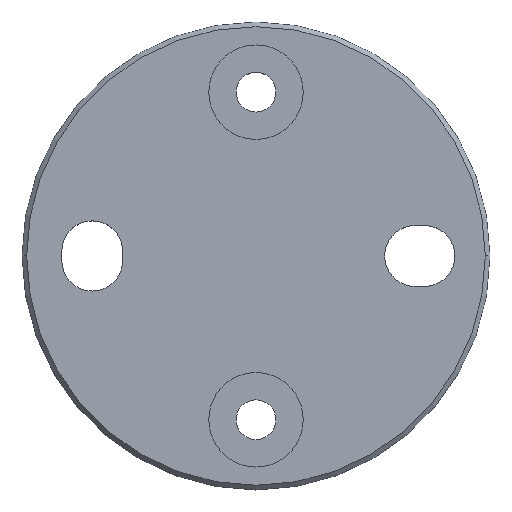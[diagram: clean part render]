
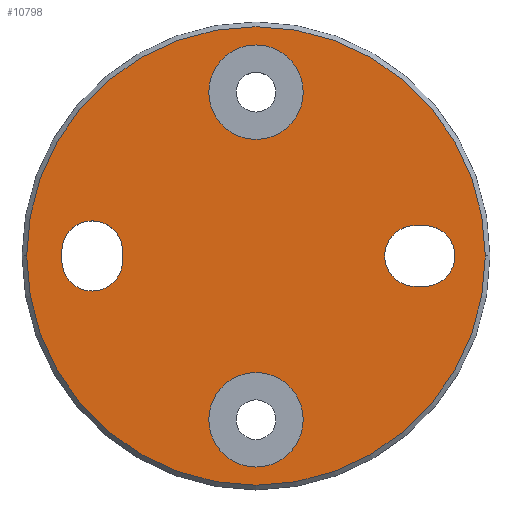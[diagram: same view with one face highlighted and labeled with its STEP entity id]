
A CAD part, top view. The second image highlights one B-rep face of the part: STEP entity #10798.
In plain terms, the highlighted planar face has unit normal (0, 0, 1).
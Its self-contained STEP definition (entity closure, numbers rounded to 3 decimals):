
#337 = EDGE_LOOP ( 'NONE', ( #4857, #12018, #6499, #4817 ) ) ;
#480 = DIRECTION ( 'NONE',  ( 0., 0., 1. ) ) ;
#613 = VERTEX_POINT ( 'NONE', #8818 ) ;
#662 = CARTESIAN_POINT ( 'NONE',  ( 0., 35., 8. ) ) ;
#694 = VERTEX_POINT ( 'NONE', #5294 ) ;
#705 = LINE ( 'NONE', #11015, #16823 ) ;
#874 = EDGE_CURVE ( 'NONE', #613, #8821, #3785, .T. ) ;
#1009 = CIRCLE ( 'NONE', #5027, 10.1 ) ;
#1047 = ORIENTED_EDGE ( 'NONE', *, *, #7863, .F. ) ;
#1188 = PLANE ( 'NONE',  #6706 ) ;
#1378 = CIRCLE ( 'NONE', #7738, 6.5 ) ;
#1535 = EDGE_CURVE ( 'NONE', #694, #14924, #14024, .T. ) ;
#1613 = DIRECTION ( 'NONE',  ( 0., -1., 0. ) ) ;
#1718 = DIRECTION ( 'NONE',  ( 1., 0., 0. ) ) ;
#1723 = DIRECTION ( 'NONE',  ( 1., 0., 0. ) ) ;
#1796 = ORIENTED_EDGE ( 'NONE', *, *, #17770, .T. ) ;
#1823 = ORIENTED_EDGE ( 'NONE', *, *, #2087, .F. ) ;
#1948 = DIRECTION ( 'NONE',  ( 0., 0., 1. ) ) ;
#2087 = EDGE_CURVE ( 'NONE', #15572, #9385, #705, .T. ) ;
#2454 = EDGE_LOOP ( 'NONE', ( #5538, #7723 ) ) ;
#2539 = ORIENTED_EDGE ( 'NONE', *, *, #3221, .F. ) ;
#2684 = AXIS2_PLACEMENT_3D ( 'NONE', #12754, #11430, #5822 ) ;
#2710 = CARTESIAN_POINT ( 'NONE',  ( 34., -6.5, 8. ) ) ;
#2771 = CARTESIAN_POINT ( 'NONE',  ( -41.5, 1., 8. ) ) ;
#2955 = AXIS2_PLACEMENT_3D ( 'NONE', #5847, #17087, #16963 ) ;
#3085 = FACE_BOUND ( 'NONE', #5471, .T. ) ;
#3221 = EDGE_CURVE ( 'NONE', #13954, #17531, #9605, .T. ) ;
#3249 = CARTESIAN_POINT ( 'NONE',  ( 34., 0., 8. ) ) ;
#3253 = AXIS2_PLACEMENT_3D ( 'NONE', #15210, #6893, #5358 ) ;
#3374 = DIRECTION ( 'NONE',  ( 0., 0., 1. ) ) ;
#3402 = CARTESIAN_POINT ( 'NONE',  ( 0., 0., 8. ) ) ;
#3524 = CARTESIAN_POINT ( 'NONE',  ( -10.1, -35., 8. ) ) ;
#3531 = CIRCLE ( 'NONE', #10945, 6.5 ) ;
#3570 = DIRECTION ( 'NONE',  ( 0., 1., 0. ) ) ;
#3785 = CIRCLE ( 'NONE', #3253, 49. ) ;
#3786 = CIRCLE ( 'NONE', #9581, 10.1 ) ;
#3802 = DIRECTION ( 'NONE',  ( 1., 0., 0. ) ) ;
#4046 = DIRECTION ( 'NONE',  ( 0., 0., 1. ) ) ;
#4314 = CIRCLE ( 'NONE', #7701, 49. ) ;
#4437 = ORIENTED_EDGE ( 'NONE', *, *, #11501, .F. ) ;
#4575 = CARTESIAN_POINT ( 'NONE',  ( 0., -35., 8. ) ) ;
#4581 = CARTESIAN_POINT ( 'NONE',  ( 0., 35., 8. ) ) ;
#4588 = DIRECTION ( 'NONE',  ( 0., 0., 1. ) ) ;
#4760 = CARTESIAN_POINT ( 'NONE',  ( -41.5, -1., 8. ) ) ;
#4817 = ORIENTED_EDGE ( 'NONE', *, *, #11942, .F. ) ;
#4857 = ORIENTED_EDGE ( 'NONE', *, *, #9826, .F. ) ;
#4877 = DIRECTION ( 'NONE',  ( 0., 0., 1. ) ) ;
#5027 = AXIS2_PLACEMENT_3D ( 'NONE', #14458, #3374, #6241 ) ;
#5145 = EDGE_CURVE ( 'NONE', #16078, #7269, #10385, .T. ) ;
#5294 = CARTESIAN_POINT ( 'NONE',  ( 10.1, -35., 8. ) ) ;
#5358 = DIRECTION ( 'NONE',  ( 1., 0., 0. ) ) ;
#5438 = EDGE_CURVE ( 'NONE', #15150, #16078, #8210, .T. ) ;
#5471 = EDGE_LOOP ( 'NONE', ( #7248, #11462 ) ) ;
#5538 = ORIENTED_EDGE ( 'NONE', *, *, #17333, .F. ) ;
#5615 = CARTESIAN_POINT ( 'NONE',  ( 10.1, 35., 8. ) ) ;
#5627 = CARTESIAN_POINT ( 'NONE',  ( -28.5, -1., 8. ) ) ;
#5805 = EDGE_CURVE ( 'NONE', #14924, #694, #1009, .T. ) ;
#5822 = DIRECTION ( 'NONE',  ( 1., 0., 0. ) ) ;
#5847 = CARTESIAN_POINT ( 'NONE',  ( 34., 0., 8. ) ) ;
#6092 = DIRECTION ( 'NONE',  ( 0., 0., 1. ) ) ;
#6229 = DIRECTION ( 'NONE',  ( 1., 0., 0. ) ) ;
#6241 = DIRECTION ( 'NONE',  ( 1., 0., 0. ) ) ;
#6499 = ORIENTED_EDGE ( 'NONE', *, *, #5438, .F. ) ;
#6683 = CARTESIAN_POINT ( 'NONE',  ( 0., 0., 8. ) ) ;
#6706 = AXIS2_PLACEMENT_3D ( 'NONE', #6683, #4046, #16394 ) ;
#6893 = DIRECTION ( 'NONE',  ( 0., 0., 1. ) ) ;
#7248 = ORIENTED_EDGE ( 'NONE', *, *, #1535, .F. ) ;
#7269 = VERTEX_POINT ( 'NONE', #8741 ) ;
#7299 = CARTESIAN_POINT ( 'NONE',  ( -28.5, 1., 8. ) ) ;
#7577 = ORIENTED_EDGE ( 'NONE', *, *, #9040, .F. ) ;
#7701 = AXIS2_PLACEMENT_3D ( 'NONE', #3402, #6092, #8794 ) ;
#7723 = ORIENTED_EDGE ( 'NONE', *, *, #8590, .F. ) ;
#7738 = AXIS2_PLACEMENT_3D ( 'NONE', #11562, #1948, #8677 ) ;
#7863 = EDGE_CURVE ( 'NONE', #9385, #17950, #15135, .T. ) ;
#7902 = FACE_BOUND ( 'NONE', #16202, .T. ) ;
#8012 = VERTEX_POINT ( 'NONE', #4760 ) ;
#8124 = CARTESIAN_POINT ( 'NONE',  ( 34., -6.5, 8. ) ) ;
#8210 = LINE ( 'NONE', #11672, #12770 ) ;
#8523 = CARTESIAN_POINT ( 'NONE',  ( 36., 6.5, 8. ) ) ;
#8590 = EDGE_CURVE ( 'NONE', #9755, #9868, #3786, .T. ) ;
#8677 = DIRECTION ( 'NONE',  ( 1., 0., 0. ) ) ;
#8741 = CARTESIAN_POINT ( 'NONE',  ( -41.5, 1., 8. ) ) ;
#8794 = DIRECTION ( 'NONE',  ( 1., 0., 0. ) ) ;
#8818 = CARTESIAN_POINT ( 'NONE',  ( -49., 0., 8. ) ) ;
#8821 = VERTEX_POINT ( 'NONE', #13878 ) ;
#8921 = CIRCLE ( 'NONE', #10727, 10.1 ) ;
#9040 = EDGE_CURVE ( 'NONE', #17531, #15572, #1378, .T. ) ;
#9385 = VERTEX_POINT ( 'NONE', #12067 ) ;
#9581 = AXIS2_PLACEMENT_3D ( 'NONE', #4581, #17034, #1723 ) ;
#9605 = LINE ( 'NONE', #8124, #10699 ) ;
#9653 = DIRECTION ( 'NONE',  ( -1., 0., 0. ) ) ;
#9755 = VERTEX_POINT ( 'NONE', #11981 ) ;
#9782 = CARTESIAN_POINT ( 'NONE',  ( 36., -6.5, 8. ) ) ;
#9826 = EDGE_CURVE ( 'NONE', #7269, #8012, #15518, .T. ) ;
#9858 = VECTOR ( 'NONE', #1613, 1000. ) ;
#9868 = VERTEX_POINT ( 'NONE', #5615 ) ;
#9962 = DIRECTION ( 'NONE',  ( 0., 0., 1. ) ) ;
#10385 = CIRCLE ( 'NONE', #2684, 6.5 ) ;
#10699 = VECTOR ( 'NONE', #3802, 1000. ) ;
#10727 = AXIS2_PLACEMENT_3D ( 'NONE', #662, #4877, #6229 ) ;
#10798 = ADVANCED_FACE ( 'NONE', ( #17675, #3085, #11372, #16802, #7902 ), #1188, .T. ) ;
#10945 = AXIS2_PLACEMENT_3D ( 'NONE', #12517, #9962, #16766 ) ;
#11015 = CARTESIAN_POINT ( 'NONE',  ( 34., 6.5, 8. ) ) ;
#11372 = FACE_OUTER_BOUND ( 'NONE', #13191, .T. ) ;
#11430 = DIRECTION ( 'NONE',  ( 0., 0., 1. ) ) ;
#11462 = ORIENTED_EDGE ( 'NONE', *, *, #5805, .F. ) ;
#11501 = EDGE_CURVE ( 'NONE', #17950, #13954, #13559, .T. ) ;
#11562 = CARTESIAN_POINT ( 'NONE',  ( 36., 0., 8. ) ) ;
#11672 = CARTESIAN_POINT ( 'NONE',  ( -28.5, 1., 8. ) ) ;
#11866 = ORIENTED_EDGE ( 'NONE', *, *, #874, .T. ) ;
#11942 = EDGE_CURVE ( 'NONE', #8012, #15150, #3531, .T. ) ;
#11981 = CARTESIAN_POINT ( 'NONE',  ( -10.1, 35., 8. ) ) ;
#12018 = ORIENTED_EDGE ( 'NONE', *, *, #5145, .F. ) ;
#12067 = CARTESIAN_POINT ( 'NONE',  ( 34., 6.5, 8. ) ) ;
#12489 = AXIS2_PLACEMENT_3D ( 'NONE', #3249, #4588, #17157 ) ;
#12517 = CARTESIAN_POINT ( 'NONE',  ( -35., -1., 8. ) ) ;
#12754 = CARTESIAN_POINT ( 'NONE',  ( -35., 1., 8. ) ) ;
#12770 = VECTOR ( 'NONE', #3570, 1000. ) ;
#13191 = EDGE_LOOP ( 'NONE', ( #11866, #1796 ) ) ;
#13559 = CIRCLE ( 'NONE', #2955, 6.5 ) ;
#13878 = CARTESIAN_POINT ( 'NONE',  ( 49., 0., 8. ) ) ;
#13954 = VERTEX_POINT ( 'NONE', #2710 ) ;
#14024 = CIRCLE ( 'NONE', #17465, 10.1 ) ;
#14458 = CARTESIAN_POINT ( 'NONE',  ( 0., -35., 8. ) ) ;
#14727 = CARTESIAN_POINT ( 'NONE',  ( 27.5, 0., 8. ) ) ;
#14924 = VERTEX_POINT ( 'NONE', #3524 ) ;
#15135 = CIRCLE ( 'NONE', #12489, 6.5 ) ;
#15150 = VERTEX_POINT ( 'NONE', #5627 ) ;
#15210 = CARTESIAN_POINT ( 'NONE',  ( 0., 0., 8. ) ) ;
#15518 = LINE ( 'NONE', #2771, #9858 ) ;
#15572 = VERTEX_POINT ( 'NONE', #8523 ) ;
#16078 = VERTEX_POINT ( 'NONE', #7299 ) ;
#16202 = EDGE_LOOP ( 'NONE', ( #2539, #4437, #1047, #1823, #7577 ) ) ;
#16394 = DIRECTION ( 'NONE',  ( 1., 0., 0. ) ) ;
#16766 = DIRECTION ( 'NONE',  ( 1., 0., 0. ) ) ;
#16802 = FACE_BOUND ( 'NONE', #337, .T. ) ;
#16823 = VECTOR ( 'NONE', #9653, 1000. ) ;
#16963 = DIRECTION ( 'NONE',  ( 1., 0., 0. ) ) ;
#17034 = DIRECTION ( 'NONE',  ( 0., 0., 1. ) ) ;
#17087 = DIRECTION ( 'NONE',  ( 0., 0., 1. ) ) ;
#17157 = DIRECTION ( 'NONE',  ( 1., 0., 0. ) ) ;
#17333 = EDGE_CURVE ( 'NONE', #9868, #9755, #8921, .T. ) ;
#17465 = AXIS2_PLACEMENT_3D ( 'NONE', #4575, #480, #1718 ) ;
#17531 = VERTEX_POINT ( 'NONE', #9782 ) ;
#17675 = FACE_BOUND ( 'NONE', #2454, .T. ) ;
#17770 = EDGE_CURVE ( 'NONE', #8821, #613, #4314, .T. ) ;
#17950 = VERTEX_POINT ( 'NONE', #14727 ) ;
